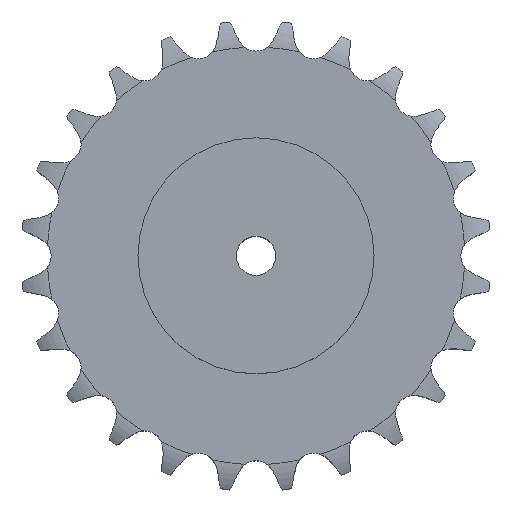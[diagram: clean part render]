
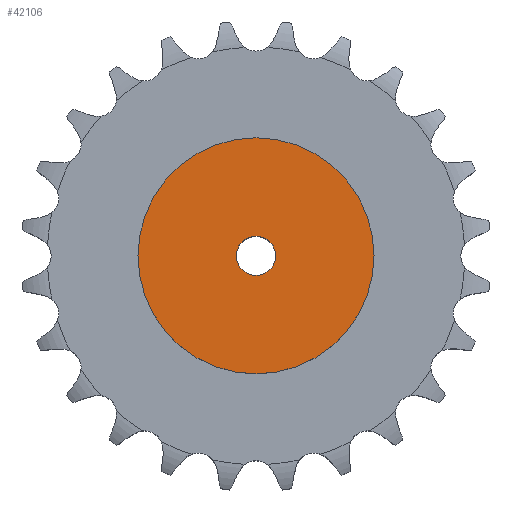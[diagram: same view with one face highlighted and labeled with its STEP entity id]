
A CAD part, top view. The second image highlights one B-rep face of the part: STEP entity #42106.
In plain terms, the highlighted planar face has unit normal (0, 0, 1).
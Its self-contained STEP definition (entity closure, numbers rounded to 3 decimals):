
#22497 = CYLINDRICAL_SURFACE('',#22498,15.);
#22498 = AXIS2_PLACEMENT_3D('',#22499,#22500,#22501);
#22499 = CARTESIAN_POINT('',(0.,0.,558.088));
#22500 = DIRECTION('',(0.,0.,1.));
#22501 = DIRECTION('',(1.,0.,0.));
#28685 = EDGE_CURVE('',#28686,#28686,#28688,.T.);
#28686 = VERTEX_POINT('',#28687);
#28687 = CARTESIAN_POINT('',(15.,0.,120.));
#28688 = SURFACE_CURVE('',#28689,(#28694,#28701),.PCURVE_S1.);
#28689 = CIRCLE('',#28690,15.);
#28690 = AXIS2_PLACEMENT_3D('',#28691,#28692,#28693);
#28691 = CARTESIAN_POINT('',(0.,0.,120.));
#28692 = DIRECTION('',(0.,0.,1.));
#28693 = DIRECTION('',(1.,0.,0.));
#28694 = PCURVE('',#22497,#28695);
#28695 = DEFINITIONAL_REPRESENTATION('',(#28696),#28700);
#28696 = LINE('',#28697,#28698);
#28697 = CARTESIAN_POINT('',(0.,-438.088));
#28698 = VECTOR('',#28699,1.);
#28699 = DIRECTION('',(1.,0.));
#28700 = ( GEOMETRIC_REPRESENTATION_CONTEXT(2) 
PARAMETRIC_REPRESENTATION_CONTEXT() REPRESENTATION_CONTEXT('2D SPACE',''
  ) );
#28701 = PCURVE('',#28702,#28707);
#28702 = PLANE('',#28703);
#28703 = AXIS2_PLACEMENT_3D('',#28704,#28705,#28706);
#28704 = CARTESIAN_POINT('',(0.,0.,120.
    ));
#28705 = DIRECTION('',(0.,0.,1.));
#28706 = DIRECTION('',(1.,0.,0.));
#28707 = DEFINITIONAL_REPRESENTATION('',(#28708),#28712);
#28708 = CIRCLE('',#28709,15.);
#28709 = AXIS2_PLACEMENT_2D('',#28710,#28711);
#28710 = CARTESIAN_POINT('',(0.,0.));
#28711 = DIRECTION('',(1.,0.));
#28712 = ( GEOMETRIC_REPRESENTATION_CONTEXT(2) 
PARAMETRIC_REPRESENTATION_CONTEXT() REPRESENTATION_CONTEXT('2D SPACE',''
  ) );
#42106 = ADVANCED_FACE('',(#42107,#42138),#28702,.T.);
#42107 = FACE_BOUND('',#42108,.T.);
#42108 = EDGE_LOOP('',(#42109));
#42109 = ORIENTED_EDGE('',*,*,#42110,.T.);
#42110 = EDGE_CURVE('',#42111,#42111,#42113,.T.);
#42111 = VERTEX_POINT('',#42112);
#42112 = CARTESIAN_POINT('',(90.,0.,120.));
#42113 = SURFACE_CURVE('',#42114,(#42119,#42126),.PCURVE_S1.);
#42114 = CIRCLE('',#42115,90.);
#42115 = AXIS2_PLACEMENT_3D('',#42116,#42117,#42118);
#42116 = CARTESIAN_POINT('',(0.,0.,120.));
#42117 = DIRECTION('',(0.,0.,1.));
#42118 = DIRECTION('',(1.,0.,0.));
#42119 = PCURVE('',#28702,#42120);
#42120 = DEFINITIONAL_REPRESENTATION('',(#42121),#42125);
#42121 = CIRCLE('',#42122,90.);
#42122 = AXIS2_PLACEMENT_2D('',#42123,#42124);
#42123 = CARTESIAN_POINT('',(0.,0.));
#42124 = DIRECTION('',(1.,0.));
#42125 = ( GEOMETRIC_REPRESENTATION_CONTEXT(2) 
PARAMETRIC_REPRESENTATION_CONTEXT() REPRESENTATION_CONTEXT('2D SPACE',''
  ) );
#42126 = PCURVE('',#42127,#42132);
#42127 = CYLINDRICAL_SURFACE('',#42128,90.);
#42128 = AXIS2_PLACEMENT_3D('',#42129,#42130,#42131);
#42129 = CARTESIAN_POINT('',(0.,0.,0.));
#42130 = DIRECTION('',(-0.,-0.,-1.));
#42131 = DIRECTION('',(1.,0.,0.));
#42132 = DEFINITIONAL_REPRESENTATION('',(#42133),#42137);
#42133 = LINE('',#42134,#42135);
#42134 = CARTESIAN_POINT('',(-0.,-120.));
#42135 = VECTOR('',#42136,1.);
#42136 = DIRECTION('',(-1.,0.));
#42137 = ( GEOMETRIC_REPRESENTATION_CONTEXT(2) 
PARAMETRIC_REPRESENTATION_CONTEXT() REPRESENTATION_CONTEXT('2D SPACE',''
  ) );
#42138 = FACE_BOUND('',#42139,.T.);
#42139 = EDGE_LOOP('',(#42140));
#42140 = ORIENTED_EDGE('',*,*,#28685,.F.);
